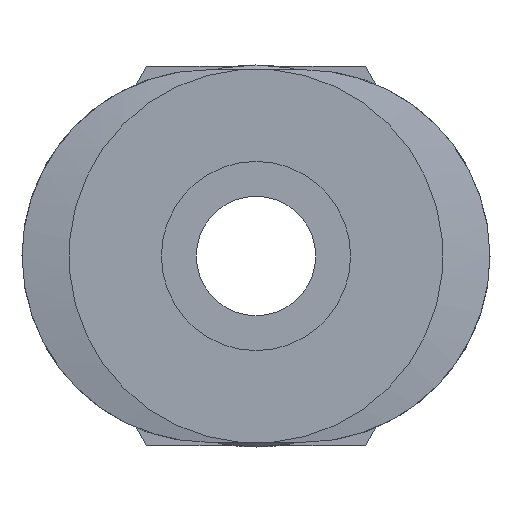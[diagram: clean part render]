
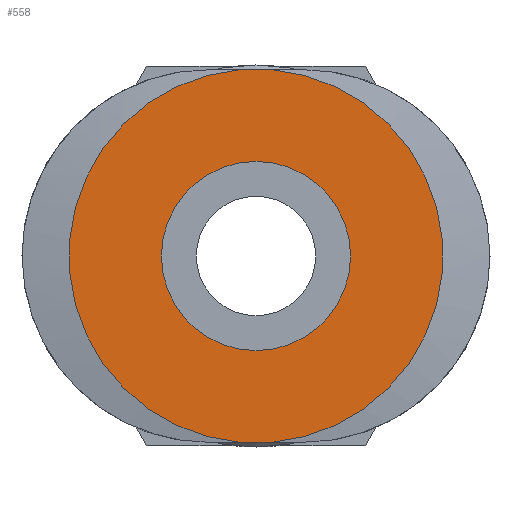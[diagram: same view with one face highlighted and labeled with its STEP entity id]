
A CAD part, left-side view. The second image highlights one B-rep face of the part: STEP entity #558.
In plain terms, the highlighted planar face has unit normal (-1, 0, 0).
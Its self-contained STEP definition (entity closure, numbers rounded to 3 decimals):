
#71=LINE('',#927,#109);
#74=LINE('',#951,#112);
#109=VECTOR('',#764,1000.);
#112=VECTOR('',#771,1000.);
#242=ORIENTED_EDGE('',*,*,#321,.F.);
#243=ORIENTED_EDGE('',*,*,#315,.F.);
#244=ORIENTED_EDGE('',*,*,#322,.F.);
#245=ORIENTED_EDGE('',*,*,#309,.F.);
#246=ORIENTED_EDGE('',*,*,#320,.T.);
#309=EDGE_CURVE('',#361,#362,#71,.T.);
#315=EDGE_CURVE('',#365,#366,#74,.T.);
#320=EDGE_CURVE('',#369,#369,#394,.T.);
#321=EDGE_CURVE('',#366,#361,#395,.T.);
#322=EDGE_CURVE('',#362,#365,#396,.T.);
#361=VERTEX_POINT('',#926);
#362=VERTEX_POINT('',#928);
#365=VERTEX_POINT('',#950);
#366=VERTEX_POINT('',#952);
#369=VERTEX_POINT('',#972);
#394=CIRCLE('',#627,1.981);
#395=CIRCLE('',#629,3.915);
#396=CIRCLE('',#631,3.915);
#440=EDGE_LOOP('',(#242,#243,#244,#245));
#441=EDGE_LOOP('',(#246));
#490=FACE_BOUND('',#440,.T.);
#491=FACE_BOUND('',#441,.T.);
#524=PLANE('',#632);
#558=ADVANCED_FACE('',(#490,#491),#524,.F.);
#627=AXIS2_PLACEMENT_3D('',#971,#782,#783);
#629=AXIS2_PLACEMENT_3D('',#974,#786,#787);
#631=AXIS2_PLACEMENT_3D('',#976,#790,#791);
#632=AXIS2_PLACEMENT_3D('',#977,#792,#793);
#764=DIRECTION('',(0.,-1.,0.));
#771=DIRECTION('',(0.,1.,0.));
#782=DIRECTION('',(1.,0.,0.));
#783=DIRECTION('',(0.,0.,-1.));
#786=DIRECTION('',(1.,0.,0.));
#787=DIRECTION('',(0.,0.,-1.));
#790=DIRECTION('',(1.,0.,0.));
#791=DIRECTION('',(0.,0.,-1.));
#792=DIRECTION('',(1.,0.,0.));
#793=DIRECTION('',(0.,0.,-1.));
#926=CARTESIAN_POINT('',(0.,0.345,3.9));
#927=CARTESIAN_POINT('',(0.,1.,3.9));
#928=CARTESIAN_POINT('',(0.,-0.345,3.9));
#950=CARTESIAN_POINT('',(0.,-0.345,-3.9));
#951=CARTESIAN_POINT('',(0.,-1.,-3.9));
#952=CARTESIAN_POINT('',(0.,0.345,-3.9));
#971=CARTESIAN_POINT('',(0.,0.,0.));
#972=CARTESIAN_POINT('',(0.,0.,-1.981));
#974=CARTESIAN_POINT('',(0.,0.,0.));
#976=CARTESIAN_POINT('',(0.,0.,0.));
#977=CARTESIAN_POINT('',(0.,1.981,0.));
